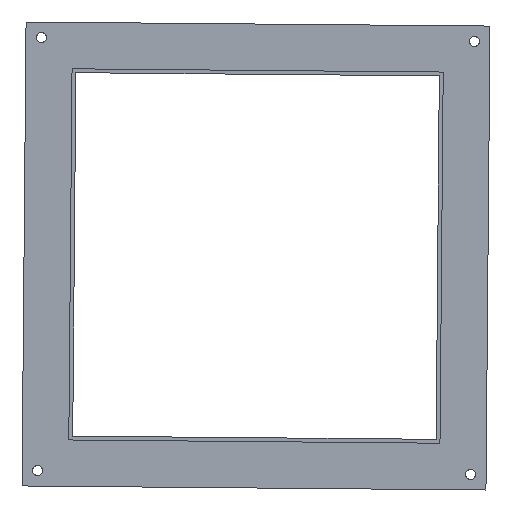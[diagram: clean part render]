
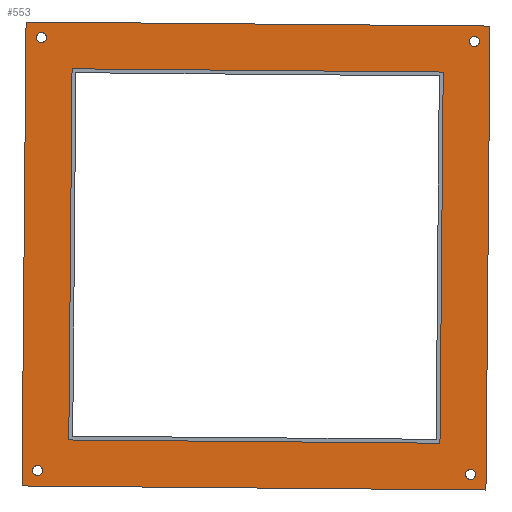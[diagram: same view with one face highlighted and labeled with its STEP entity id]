
A CAD part, front view. The second image highlights one B-rep face of the part: STEP entity #553.
In plain terms, the highlighted face is planar.
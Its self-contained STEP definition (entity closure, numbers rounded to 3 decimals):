
#10 = CARTESIAN_POINT ( 'NONE',  ( 269.886, 0., 3.736 ) ) ;
#17 = VECTOR ( 'NONE', #219, 1000. ) ;
#26 = VECTOR ( 'NONE', #112, 1000. ) ;
#27 = EDGE_CURVE ( 'NONE', #317, #696, #738, .T. ) ;
#33 = DIRECTION ( 'NONE',  ( 0., -1., 0. ) ) ;
#36 = VECTOR ( 'NONE', #541, 1000. ) ;
#54 = ORIENTED_EDGE ( 'NONE', *, *, #281, .T. ) ;
#68 = EDGE_CURVE ( 'NONE', #317, #247, #452, .T. ) ;
#85 = VECTOR ( 'NONE', #234, 1000. ) ;
#91 = DIRECTION ( 'NONE',  ( 0., 0., 1. ) ) ;
#95 = PLANE ( 'NONE',  #611 ) ;
#102 = CARTESIAN_POINT ( 'NONE',  ( 9.886, 10., 3.736 ) ) ;
#112 = DIRECTION ( 'NONE',  ( 0., 1., 0. ) ) ;
#114 = CIRCLE ( 'NONE', #739, 3.25 ) ;
#123 = EDGE_CURVE ( 'NONE', #513, #757, #479, .T. ) ;
#131 = CARTESIAN_POINT ( 'NONE',  ( 289.886, 13.25, 3.736 ) ) ;
#141 = ORIENTED_EDGE ( 'NONE', *, *, #679, .T. ) ;
#143 = EDGE_LOOP ( 'NONE', ( #704, #471 ) ) ;
#145 = ORIENTED_EDGE ( 'NONE', *, *, #653, .F. ) ;
#148 = ORIENTED_EDGE ( 'NONE', *, *, #310, .T. ) ;
#153 = ORIENTED_EDGE ( 'NONE', *, *, #745, .F. ) ;
#154 = FACE_OUTER_BOUND ( 'NONE', #731, .T. ) ;
#158 = CIRCLE ( 'NONE', #322, 3.25 ) ;
#166 = DIRECTION ( 'NONE',  ( 0., -1., 0. ) ) ;
#167 = ORIENTED_EDGE ( 'NONE', *, *, #590, .F. ) ;
#172 = VERTEX_POINT ( 'NONE', #292 ) ;
#178 = CARTESIAN_POINT ( 'NONE',  ( 289.886, 286.75, 3.736 ) ) ;
#179 = VERTEX_POINT ( 'NONE', #131 ) ;
#180 = EDGE_CURVE ( 'NONE', #696, #567, #599, .T. ) ;
#182 = DIRECTION ( 'NONE',  ( 0., -1., 0. ) ) ;
#194 = EDGE_LOOP ( 'NONE', ( #573, #148, #232, #217 ) ) ;
#195 = CARTESIAN_POINT ( 'NONE',  ( 299.886, 300., 3.736 ) ) ;
#202 = VECTOR ( 'NONE', #347, 1000. ) ;
#214 = DIRECTION ( 'NONE',  ( 0., -1., 0. ) ) ;
#215 = CIRCLE ( 'NONE', #547, 3.25 ) ;
#216 = CIRCLE ( 'NONE', #625, 3.25 ) ;
#217 = ORIENTED_EDGE ( 'NONE', *, *, #27, .F. ) ;
#219 = DIRECTION ( 'NONE',  ( 1., 0., 0. ) ) ;
#223 = ORIENTED_EDGE ( 'NONE', *, *, #343, .F. ) ;
#224 = CARTESIAN_POINT ( 'NONE',  ( 9.886, 290., 3.736 ) ) ;
#232 = ORIENTED_EDGE ( 'NONE', *, *, #180, .F. ) ;
#234 = DIRECTION ( 'NONE',  ( 1., 0., 0. ) ) ;
#247 = VERTEX_POINT ( 'NONE', #672 ) ;
#258 = LINE ( 'NONE', #465, #493 ) ;
#271 = ORIENTED_EDGE ( 'NONE', *, *, #387, .F. ) ;
#272 = VERTEX_POINT ( 'NONE', #621 ) ;
#274 = DIRECTION ( 'NONE',  ( 0., -1., 0. ) ) ;
#281 = EDGE_CURVE ( 'NONE', #378, #757, #258, .T. ) ;
#287 = AXIS2_PLACEMENT_3D ( 'NONE', #606, #676, #425 ) ;
#290 = CARTESIAN_POINT ( 'NONE',  ( 9.886, 10., 3.736 ) ) ;
#292 = CARTESIAN_POINT ( 'NONE',  ( 289.886, 293.25, 3.736 ) ) ;
#293 = EDGE_CURVE ( 'NONE', #179, #584, #602, .T. ) ;
#296 = ORIENTED_EDGE ( 'NONE', *, *, #527, .F. ) ;
#299 = DIRECTION ( 'NONE',  ( 0., -1., 0. ) ) ;
#304 = CARTESIAN_POINT ( 'NONE',  ( -0.114, 300., 3.736 ) ) ;
#305 = CIRCLE ( 'NONE', #287, 3.25 ) ;
#306 = DIRECTION ( 'NONE',  ( 0., 1., 0. ) ) ;
#310 = EDGE_CURVE ( 'NONE', #247, #567, #585, .T. ) ;
#317 = VERTEX_POINT ( 'NONE', #655 ) ;
#322 = AXIS2_PLACEMENT_3D ( 'NONE', #224, #91, #214 ) ;
#323 = CARTESIAN_POINT ( 'NONE',  ( 9.886, 286.75, 3.736 ) ) ;
#328 = ORIENTED_EDGE ( 'NONE', *, *, #123, .F. ) ;
#329 = FACE_BOUND ( 'NONE', #143, .T. ) ;
#343 = EDGE_CURVE ( 'NONE', #618, #172, #633, .T. ) ;
#347 = DIRECTION ( 'NONE',  ( 1., 0., 0. ) ) ;
#356 = CARTESIAN_POINT ( 'NONE',  ( 269.886, 30., 3.736 ) ) ;
#371 = VERTEX_POINT ( 'NONE', #448 ) ;
#374 = ORIENTED_EDGE ( 'NONE', *, *, #521, .F. ) ;
#378 = VERTEX_POINT ( 'NONE', #700 ) ;
#383 = EDGE_LOOP ( 'NONE', ( #167, #145 ) ) ;
#387 = EDGE_CURVE ( 'NONE', #371, #518, #215, .T. ) ;
#389 = FACE_BOUND ( 'NONE', #652, .T. ) ;
#393 = CARTESIAN_POINT ( 'NONE',  ( -0.114, 0., 3.736 ) ) ;
#402 = DIRECTION ( 'NONE',  ( 0., 0., 1. ) ) ;
#409 = LINE ( 'NONE', #755, #202 ) ;
#411 = AXIS2_PLACEMENT_3D ( 'NONE', #102, #462, #419 ) ;
#419 = DIRECTION ( 'NONE',  ( 0., -1., 0. ) ) ;
#425 = DIRECTION ( 'NONE',  ( 0., -1., 0. ) ) ;
#428 = CARTESIAN_POINT ( 'NONE',  ( 9.886, 13.25, 3.736 ) ) ;
#435 = CIRCLE ( 'NONE', #411, 3.25 ) ;
#446 = CARTESIAN_POINT ( 'NONE',  ( 9.886, 6.75, 3.736 ) ) ;
#448 = CARTESIAN_POINT ( 'NONE',  ( 9.886, 293.25, 3.736 ) ) ;
#452 = LINE ( 'NONE', #761, #36 ) ;
#453 = FACE_BOUND ( 'NONE', #194, .T. ) ;
#456 = VECTOR ( 'NONE', #718, 1000. ) ;
#458 = CARTESIAN_POINT ( 'NONE',  ( -0.114, 0., 3.736 ) ) ;
#462 = DIRECTION ( 'NONE',  ( 0., 0., 1. ) ) ;
#465 = CARTESIAN_POINT ( 'NONE',  ( 299.886, 0., 3.736 ) ) ;
#469 = CARTESIAN_POINT ( 'NONE',  ( 289.886, 290., 3.736 ) ) ;
#470 = CARTESIAN_POINT ( 'NONE',  ( 289.886, 6.75, 3.736 ) ) ;
#471 = ORIENTED_EDGE ( 'NONE', *, *, #293, .F. ) ;
#479 = LINE ( 'NONE', #304, #456 ) ;
#493 = VECTOR ( 'NONE', #306, 1000. ) ;
#497 = DIRECTION ( 'NONE',  ( 0., 1., 0. ) ) ;
#506 = CARTESIAN_POINT ( 'NONE',  ( 269.886, 270., 3.736 ) ) ;
#513 = VERTEX_POINT ( 'NONE', #659 ) ;
#518 = VERTEX_POINT ( 'NONE', #323 ) ;
#521 = EDGE_CURVE ( 'NONE', #272, #513, #737, .T. ) ;
#522 = CARTESIAN_POINT ( 'NONE',  ( -0.114, 270., 3.736 ) ) ;
#523 = DIRECTION ( 'NONE',  ( 0., 0., 1. ) ) ;
#527 = EDGE_CURVE ( 'NONE', #518, #371, #158, .T. ) ;
#534 = VERTEX_POINT ( 'NONE', #446 ) ;
#536 = AXIS2_PLACEMENT_3D ( 'NONE', #469, #712, #182 ) ;
#541 = DIRECTION ( 'NONE',  ( 0., 1., 0. ) ) ;
#544 = DIRECTION ( 'NONE',  ( 0., -1., 0. ) ) ;
#547 = AXIS2_PLACEMENT_3D ( 'NONE', #637, #641, #33 ) ;
#552 = CARTESIAN_POINT ( 'NONE',  ( 289.886, 290., 3.736 ) ) ;
#553 = ADVANCED_FACE ( 'NONE', ( #453, #566, #389, #329, #694, #154 ), #95, .T. ) ;
#566 = FACE_BOUND ( 'NONE', #624, .T. ) ;
#567 = VERTEX_POINT ( 'NONE', #506 ) ;
#573 = ORIENTED_EDGE ( 'NONE', *, *, #68, .T. ) ;
#584 = VERTEX_POINT ( 'NONE', #470 ) ;
#585 = LINE ( 'NONE', #522, #85 ) ;
#590 = EDGE_CURVE ( 'NONE', #534, #744, #114, .T. ) ;
#599 = LINE ( 'NONE', #10, #26 ) ;
#602 = CIRCLE ( 'NONE', #685, 3.25 ) ;
#606 = CARTESIAN_POINT ( 'NONE',  ( 289.886, 10., 3.736 ) ) ;
#611 = AXIS2_PLACEMENT_3D ( 'NONE', #393, #683, #274 ) ;
#614 = DIRECTION ( 'NONE',  ( 0., 0., 1. ) ) ;
#618 = VERTEX_POINT ( 'NONE', #178 ) ;
#621 = CARTESIAN_POINT ( 'NONE',  ( -0.114, 0., 3.736 ) ) ;
#624 = EDGE_LOOP ( 'NONE', ( #296, #271 ) ) ;
#625 = AXIS2_PLACEMENT_3D ( 'NONE', #552, #614, #544 ) ;
#633 = CIRCLE ( 'NONE', #536, 3.25 ) ;
#637 = CARTESIAN_POINT ( 'NONE',  ( 9.886, 290., 3.736 ) ) ;
#641 = DIRECTION ( 'NONE',  ( 0., 0., 1. ) ) ;
#642 = CARTESIAN_POINT ( 'NONE',  ( -0.114, 30., 3.736 ) ) ;
#649 = CARTESIAN_POINT ( 'NONE',  ( 289.886, 10., 3.736 ) ) ;
#652 = EDGE_LOOP ( 'NONE', ( #223, #153 ) ) ;
#653 = EDGE_CURVE ( 'NONE', #744, #534, #435, .T. ) ;
#655 = CARTESIAN_POINT ( 'NONE',  ( 29.886, 30., 3.736 ) ) ;
#659 = CARTESIAN_POINT ( 'NONE',  ( -0.114, 300., 3.736 ) ) ;
#672 = CARTESIAN_POINT ( 'NONE',  ( 29.886, 270., 3.736 ) ) ;
#676 = DIRECTION ( 'NONE',  ( 0., 0., 1. ) ) ;
#679 = EDGE_CURVE ( 'NONE', #272, #378, #409, .T. ) ;
#683 = DIRECTION ( 'NONE',  ( 0., 0., 1. ) ) ;
#685 = AXIS2_PLACEMENT_3D ( 'NONE', #649, #402, #299 ) ;
#694 = FACE_BOUND ( 'NONE', #383, .T. ) ;
#696 = VERTEX_POINT ( 'NONE', #356 ) ;
#700 = CARTESIAN_POINT ( 'NONE',  ( 299.886, 0., 3.736 ) ) ;
#704 = ORIENTED_EDGE ( 'NONE', *, *, #751, .F. ) ;
#712 = DIRECTION ( 'NONE',  ( 0., 0., 1. ) ) ;
#718 = DIRECTION ( 'NONE',  ( 1., 0., 0. ) ) ;
#731 = EDGE_LOOP ( 'NONE', ( #328, #374, #141, #54 ) ) ;
#737 = LINE ( 'NONE', #458, #753 ) ;
#738 = LINE ( 'NONE', #642, #17 ) ;
#739 = AXIS2_PLACEMENT_3D ( 'NONE', #290, #523, #166 ) ;
#744 = VERTEX_POINT ( 'NONE', #428 ) ;
#745 = EDGE_CURVE ( 'NONE', #172, #618, #216, .T. ) ;
#751 = EDGE_CURVE ( 'NONE', #584, #179, #305, .T. ) ;
#753 = VECTOR ( 'NONE', #497, 1000. ) ;
#755 = CARTESIAN_POINT ( 'NONE',  ( -0.114, 0., 3.736 ) ) ;
#757 = VERTEX_POINT ( 'NONE', #195 ) ;
#761 = CARTESIAN_POINT ( 'NONE',  ( 29.886, 0., 3.736 ) ) ;
